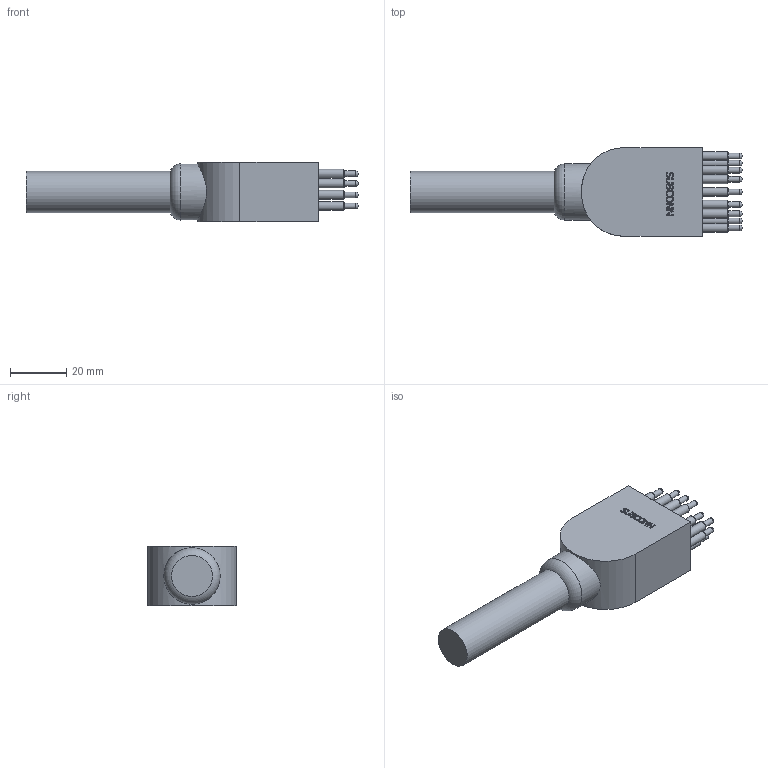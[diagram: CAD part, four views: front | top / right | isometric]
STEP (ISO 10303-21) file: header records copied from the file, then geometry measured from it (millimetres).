
FILE_DESCRIPTION(/* description */ (''),/* implementation_level */ '2;1');
FILE_NAME(/* name */ 'DLPIL 13M.stp',/* time_stamp */ '2014-11-13T15:25:45+01:00',/* author */ ('sh'),/* organization */ (''),/* preprocessor_version */ 'ST-DEVELOPER v15.2',/* originating_system */ 'Autodesk Inventor 2014',/* authorisation */ '');
FILE_SCHEMA (('AUTOMOTIVE_DESIGN { 1 0 10303 214 3 1 1 }'));
Length unit declared in the file: millimetre
Products named in the file (1): DLPIL 13M
Bounding box: 118 x 31.5 x 21 mm (x, y, z)
Volume: 39188.5 mm3; surface area: 9863.3 mm2
Topology: 1 solids, 1 shells, 506 faces, 1307 edges, 862 vertices
Faces by surface type: plane 233, bspline 229, cylinder 30, cone 13, torus 1
Full cylindrical faces by diameter (mm): 2 x13, 3.1 x13, 14.6 x1, 20 x1
Entity records: 17111 total; most frequent: CARTESIAN_POINT 6051, ORIENTED_EDGE 2528, DIRECTION 1460, EDGE_CURVE 1264, VERTEX_POINT 861, LINE 730, VECTOR 730, EDGE_LOOP 607
